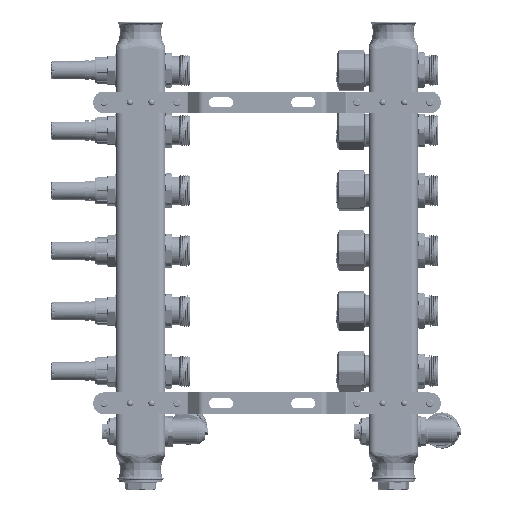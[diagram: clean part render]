
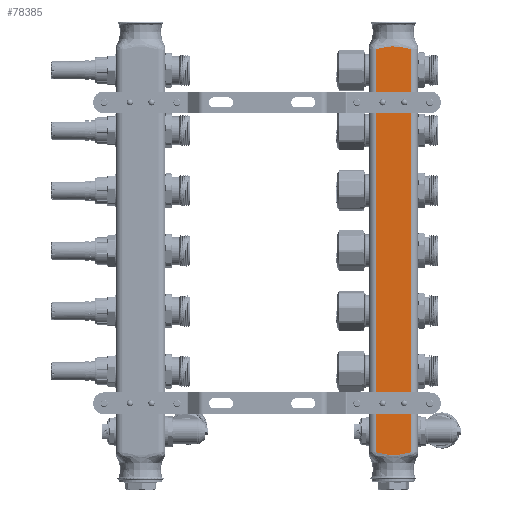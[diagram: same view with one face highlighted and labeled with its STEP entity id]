
A CAD part, front view. The second image highlights one B-rep face of the part: STEP entity #78385.
In plain terms, the highlighted face is planar.
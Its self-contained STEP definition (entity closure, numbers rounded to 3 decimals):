
#1423 = EDGE_CURVE ( 'NONE', #103190, #88152, #25946, .T. ) ;
#4405 = EDGE_LOOP ( 'NONE', ( #24365, #63509, #7986, #79372 ) ) ;
#5105 = CARTESIAN_POINT ( 'NONE',  ( 19.5, 13.908, -356.588 ) ) ;
#5505 = CARTESIAN_POINT ( 'NONE',  ( 19.5, -6.697, -358.093 ) ) ;
#6288 = CARTESIAN_POINT ( 'NONE',  ( 19.5, 8.511, -357.742 ) ) ;
#7986 = ORIENTED_EDGE ( 'NONE', *, *, #74941, .F. ) ;
#8514 = CARTESIAN_POINT ( 'NONE',  ( 19.5, 6.103, -19.798 ) ) ;
#8919 = CARTESIAN_POINT ( 'NONE',  ( 19.5, 6.705, -19.908 ) ) ;
#11982 = LINE ( 'NONE', #59868, #49807 ) ;
#13341 = CARTESIAN_POINT ( 'NONE',  ( 19.5, 14.5, -189. ) ) ;
#14058 = CARTESIAN_POINT ( 'NONE',  ( 19.5, -12.419, -356.972 ) ) ;
#15071 = DIRECTION ( 'NONE',  ( 0., 0., 1. ) ) ;
#15262 = CARTESIAN_POINT ( 'NONE',  ( 19.5, 4.287, -358.469 ) ) ;
#15668 = CARTESIAN_POINT ( 'NONE',  ( 19.5, -11.516, -357.152 ) ) ;
#16758 = EDGE_CURVE ( 'NONE', #45569, #74958, #28696, .T. ) ;
#17127 = CARTESIAN_POINT ( 'NONE',  ( 19.5, -6.093, -19.796 ) ) ;
#17314 = AXIS2_PLACEMENT_3D ( 'NONE', #13341, #24406, #108092 ) ;
#23492 = CARTESIAN_POINT ( 'NONE',  ( 19.5, -4.27, -358.471 ) ) ;
#23890 = CARTESIAN_POINT ( 'NONE',  ( 19.5, -4.878, -358.392 ) ) ;
#24365 = ORIENTED_EDGE ( 'NONE', *, *, #120449, .T. ) ;
#24406 = DIRECTION ( 'NONE',  ( -1., 0., 0. ) ) ;
#25946 = B_SPLINE_CURVE_WITH_KNOTS ( 'NONE', 3,
 ( #116171, #5105, #107579, #43346, #79453, #117779, #52663, #116580, #6288, #108362, #106745, #42555, #15262, #51054, #89215, #32436, #60430, #23492, #23890, #71313, #5505, #107975, #89618, #116966, #15668, #88811, #14058, #70126, #42168, #80233 ),
 .UNSPECIFIED., .F., .F.,
 ( 4, 2, 2, 2, 2, 2, 2, 2, 2, 2, 2, 2, 2, 2, 4 ),
 ( 0., 0.002, 0.003, 0.004, 0.007, 0.009, 0.011, 0.015, 0.018, 0.02, 0.022, 0.026, 0.027, 0.028, 0.029 ),
 .UNSPECIFIED. ) ;
#26884 = CARTESIAN_POINT ( 'NONE',  ( 19.5, -13.907, -21.411 ) ) ;
#28696 = B_SPLINE_CURVE_WITH_KNOTS ( 'NONE', 3,
 ( #64652, #73939, #72723, #36257, #110611, #100798, #119184, #35423, #82901, #8919, #8514, #118770, #109393, #119993, #92280, #45543, #91469, #82495, #54899, #17127, #119592, #64251, #91047, #53653, #73532, #36660, #111015, #35842, #26884, #55301 ),
 .UNSPECIFIED., .F., .F.,
 ( 4, 2, 2, 2, 2, 2, 2, 2, 2, 2, 2, 2, 2, 2, 4 ),
 ( 0., 0.002, 0.003, 0.004, 0.007, 0.009, 0.011, 0.015, 0.018, 0.02, 0.022, 0.026, 0.027, 0.028, 0.029 ),
 .UNSPECIFIED. ) ;
#32436 = CARTESIAN_POINT ( 'NONE',  ( 19.5, -1.22, -358.713 ) ) ;
#34055 = CARTESIAN_POINT ( 'NONE',  ( 19.5, 14.5, -356.426 ) ) ;
#35423 = CARTESIAN_POINT ( 'NONE',  ( 19.5, 9.712, -20.509 ) ) ;
#35842 = CARTESIAN_POINT ( 'NONE',  ( 19.5, -13.313, -21.252 ) ) ;
#36257 = CARTESIAN_POINT ( 'NONE',  ( 19.5, 12.423, -21.029 ) ) ;
#36660 = CARTESIAN_POINT ( 'NONE',  ( 19.5, -12.121, -20.957 ) ) ;
#39236 = VECTOR ( 'NONE', #15071, 1000. ) ;
#42168 = CARTESIAN_POINT ( 'NONE',  ( 19.5, -13.907, -356.589 ) ) ;
#42368 = CARTESIAN_POINT ( 'NONE',  ( 19.5, -14.5, -21.574 ) ) ;
#42555 = CARTESIAN_POINT ( 'NONE',  ( 19.5, 4.893, -358.39 ) ) ;
#43346 = CARTESIAN_POINT ( 'NONE',  ( 19.5, 12.423, -356.971 ) ) ;
#45543 = CARTESIAN_POINT ( 'NONE',  ( 19.5, -1.22, -19.287 ) ) ;
#45569 = VERTEX_POINT ( 'NONE', #105304 ) ;
#46207 = FACE_OUTER_BOUND ( 'NONE', #4405, .T. ) ;
#49807 = VECTOR ( 'NONE', #53696, 1000. ) ;
#51054 = CARTESIAN_POINT ( 'NONE',  ( 19.5, 2.461, -358.655 ) ) ;
#52663 = CARTESIAN_POINT ( 'NONE',  ( 19.5, 11.219, -357.207 ) ) ;
#53653 = CARTESIAN_POINT ( 'NONE',  ( 19.5, -11.215, -20.792 ) ) ;
#53696 = DIRECTION ( 'NONE',  ( 0., 0., 1. ) ) ;
#54899 = CARTESIAN_POINT ( 'NONE',  ( 19.5, -4.878, -19.608 ) ) ;
#55301 = CARTESIAN_POINT ( 'NONE',  ( 19.5, -14.5, -21.574 ) ) ;
#59344 = PLANE ( 'NONE',  #17314 ) ;
#59868 = CARTESIAN_POINT ( 'NONE',  ( 19.5, 14.5, -189. ) ) ;
#60430 = CARTESIAN_POINT ( 'NONE',  ( 19.5, -2.442, -358.656 ) ) ;
#63509 = ORIENTED_EDGE ( 'NONE', *, *, #16758, .T. ) ;
#64251 = CARTESIAN_POINT ( 'NONE',  ( 19.5, -8.505, -20.256 ) ) ;
#64652 = CARTESIAN_POINT ( 'NONE',  ( 19.5, 14.5, -21.574 ) ) ;
#69940 = CARTESIAN_POINT ( 'NONE',  ( 19.5, -14.5, -189. ) ) ;
#70126 = CARTESIAN_POINT ( 'NONE',  ( 19.5, -13.313, -356.748 ) ) ;
#71313 = CARTESIAN_POINT ( 'NONE',  ( 19.5, -6.093, -358.204 ) ) ;
#72723 = CARTESIAN_POINT ( 'NONE',  ( 19.5, 13.315, -21.252 ) ) ;
#73532 = CARTESIAN_POINT ( 'NONE',  ( 19.5, -11.516, -20.848 ) ) ;
#73939 = CARTESIAN_POINT ( 'NONE',  ( 19.5, 13.908, -21.412 ) ) ;
#74941 = EDGE_CURVE ( 'NONE', #88152, #74958, #79901, .T. ) ;
#74958 = VERTEX_POINT ( 'NONE', #42368 ) ;
#78385 = ADVANCED_FACE ( 'NONE', ( #46207 ), #59344, .F. ) ;
#79372 = ORIENTED_EDGE ( 'NONE', *, *, #1423, .F. ) ;
#79453 = CARTESIAN_POINT ( 'NONE',  ( 19.5, 12.124, -357.043 ) ) ;
#79901 = LINE ( 'NONE', #69940, #39236 ) ;
#80233 = CARTESIAN_POINT ( 'NONE',  ( 19.5, -14.5, -356.426 ) ) ;
#82495 = CARTESIAN_POINT ( 'NONE',  ( 19.5, -4.27, -19.529 ) ) ;
#82901 = CARTESIAN_POINT ( 'NONE',  ( 19.5, 8.511, -20.258 ) ) ;
#88152 = VERTEX_POINT ( 'NONE', #105476 ) ;
#88811 = CARTESIAN_POINT ( 'NONE',  ( 19.5, -12.121, -357.043 ) ) ;
#89215 = CARTESIAN_POINT ( 'NONE',  ( 19.5, 1.232, -358.712 ) ) ;
#89618 = CARTESIAN_POINT ( 'NONE',  ( 19.5, -9.706, -357.492 ) ) ;
#91047 = CARTESIAN_POINT ( 'NONE',  ( 19.5, -9.706, -20.508 ) ) ;
#91469 = CARTESIAN_POINT ( 'NONE',  ( 19.5, -2.442, -19.344 ) ) ;
#92280 = CARTESIAN_POINT ( 'NONE',  ( 19.5, 1.232, -19.288 ) ) ;
#100798 = CARTESIAN_POINT ( 'NONE',  ( 19.5, 11.521, -20.849 ) ) ;
#103190 = VERTEX_POINT ( 'NONE', #34055 ) ;
#105304 = CARTESIAN_POINT ( 'NONE',  ( 19.5, 14.5, -21.574 ) ) ;
#105476 = CARTESIAN_POINT ( 'NONE',  ( 19.5, -14.5, -356.426 ) ) ;
#106745 = CARTESIAN_POINT ( 'NONE',  ( 19.5, 6.103, -358.202 ) ) ;
#107579 = CARTESIAN_POINT ( 'NONE',  ( 19.5, 13.315, -356.748 ) ) ;
#107975 = CARTESIAN_POINT ( 'NONE',  ( 19.5, -8.505, -357.744 ) ) ;
#108092 = DIRECTION ( 'NONE',  ( 0., -1., 0. ) ) ;
#108362 = CARTESIAN_POINT ( 'NONE',  ( 19.5, 6.705, -358.092 ) ) ;
#109393 = CARTESIAN_POINT ( 'NONE',  ( 19.5, 4.287, -19.531 ) ) ;
#110611 = CARTESIAN_POINT ( 'NONE',  ( 19.5, 12.124, -20.957 ) ) ;
#111015 = CARTESIAN_POINT ( 'NONE',  ( 19.5, -12.419, -21.028 ) ) ;
#116171 = CARTESIAN_POINT ( 'NONE',  ( 19.5, 14.5, -356.426 ) ) ;
#116580 = CARTESIAN_POINT ( 'NONE',  ( 19.5, 9.712, -357.491 ) ) ;
#116966 = CARTESIAN_POINT ( 'NONE',  ( 19.5, -11.215, -357.208 ) ) ;
#117779 = CARTESIAN_POINT ( 'NONE',  ( 19.5, 11.521, -357.151 ) ) ;
#118770 = CARTESIAN_POINT ( 'NONE',  ( 19.5, 4.893, -19.61 ) ) ;
#119184 = CARTESIAN_POINT ( 'NONE',  ( 19.5, 11.219, -20.793 ) ) ;
#119592 = CARTESIAN_POINT ( 'NONE',  ( 19.5, -6.697, -19.907 ) ) ;
#119993 = CARTESIAN_POINT ( 'NONE',  ( 19.5, 2.461, -19.345 ) ) ;
#120449 = EDGE_CURVE ( 'NONE', #103190, #45569, #11982, .T. ) ;
